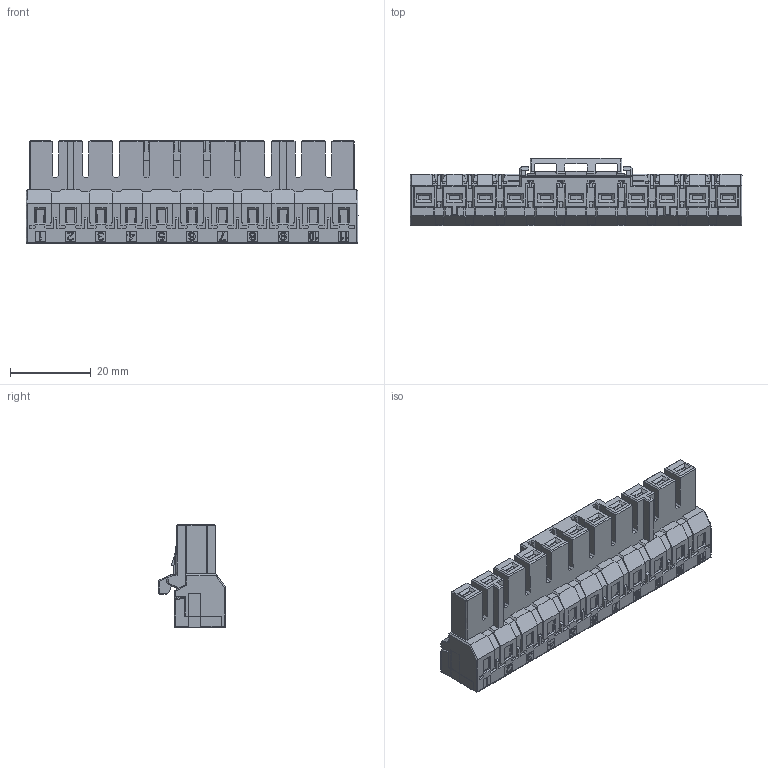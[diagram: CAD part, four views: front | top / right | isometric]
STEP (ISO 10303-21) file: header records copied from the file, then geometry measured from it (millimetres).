
FILE_DESCRIPTION( ('This file contains a STEP AP42 implementation' ,'as created by ZW3D STEP Interface translator.') ,'2;1' );
FILE_NAME( 'WJ9KS-7.5-11P-00A.stp' ,'24 829.162921', (''), ('ZWCAD Software Co.'), 'Version 1.0', 'ZW3D to STEP translator', '' );
FILE_SCHEMA(('AUTOMOTIVE_DESIGN'));
Length unit declared in the file: millimetre
Products named in the file (1): 0
Bounding box: 82 x 16.73 x 25.4 mm (x, y, z)
Volume: 16341.4 mm3; surface area: 11338.5 mm2
Topology: 1 solids, 1 shells, 2612 faces, 7365 edges, 4806 vertices
Faces by surface type: bspline 2612
Entity records: 80359 total; most frequent: CARTESIAN_POINT 33211, ORIENTED_EDGE 14726, EDGE_CURVE 7363, B_SPLINE_CURVE_WITH_KNOTS 7160, VERTEX_POINT 4806, EDGE_LOOP 2699, FACE_OUTER_BOUND 2612, ADVANCED_FACE 2612
